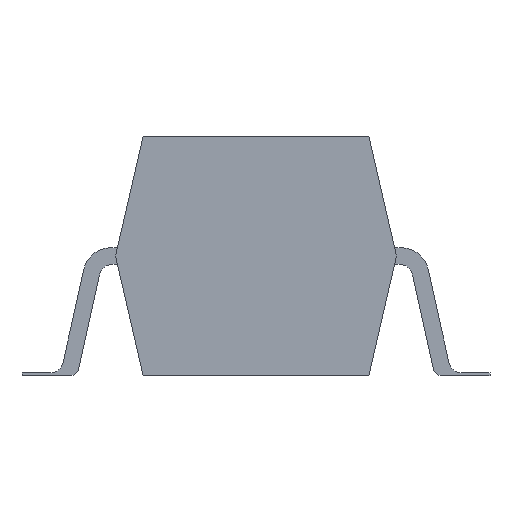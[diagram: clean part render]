
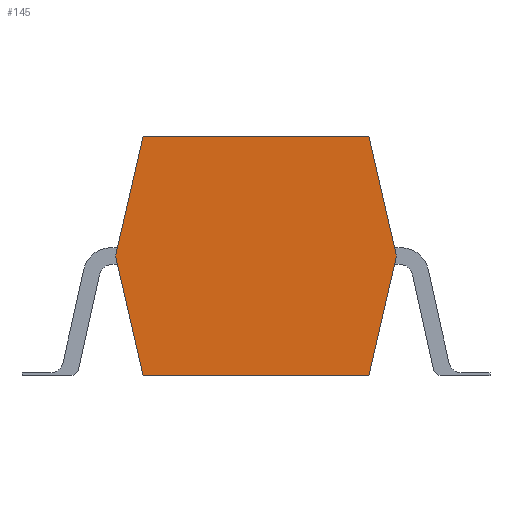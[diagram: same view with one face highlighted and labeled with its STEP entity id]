
A CAD part, left-side view. The second image highlights one B-rep face of the part: STEP entity #145.
In plain terms, the highlighted planar face has unit normal (-1, 0, 0).
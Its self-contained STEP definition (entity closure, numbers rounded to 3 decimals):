
#145=ADVANCED_FACE('',(#249),#205,.T.);
#205=PLANE('',#1292);
#249=FACE_OUTER_BOUND('',#309,.T.);
#309=EDGE_LOOP('',(#419,#420,#421,#422,#423,#424));
#419=ORIENTED_EDGE('',*,*,#859,.T.);
#420=ORIENTED_EDGE('',*,*,#870,.T.);
#421=ORIENTED_EDGE('',*,*,#829,.T.);
#422=ORIENTED_EDGE('',*,*,#847,.T.);
#423=ORIENTED_EDGE('',*,*,#872,.T.);
#424=ORIENTED_EDGE('',*,*,#862,.T.);
#713=VERTEX_POINT('',#1711);
#714=VERTEX_POINT('',#1713);
#728=VERTEX_POINT('',#1745);
#729=VERTEX_POINT('',#1749);
#740=VERTEX_POINT('',#1770);
#743=VERTEX_POINT('',#1778);
#829=EDGE_CURVE('',#714,#713,#1003,.T.);
#847=EDGE_CURVE('',#713,#728,#1021,.T.);
#859=EDGE_CURVE('',#729,#740,#1033,.T.);
#862=EDGE_CURVE('',#743,#729,#1036,.T.);
#870=EDGE_CURVE('',#740,#714,#1044,.T.);
#872=EDGE_CURVE('',#728,#743,#1046,.T.);
#1003=LINE('',#1712,#1145);
#1021=LINE('',#1746,#1163);
#1033=LINE('',#1771,#1175);
#1036=LINE('',#1777,#1178);
#1044=LINE('',#1790,#1186);
#1046=LINE('',#1793,#1188);
#1145=VECTOR('',#1382,1.);
#1163=VECTOR('',#1402,1.);
#1175=VECTOR('',#1416,1.);
#1178=VECTOR('',#1421,1.);
#1186=VECTOR('',#1431,1.);
#1188=VECTOR('',#1435,1.);
#1292=AXIS2_PLACEMENT_3D('',#1795,#1438,#1439);
#1382=DIRECTION('',(0.,0.224,-0.975));
#1402=DIRECTION('',(0.,-0.224,-0.975));
#1416=DIRECTION('',(0.,0.224,0.975));
#1421=DIRECTION('',(0.,-0.224,0.975));
#1431=DIRECTION('',(0.,1.,0.));
#1435=DIRECTION('',(0.,-1.,0.));
#1438=DIRECTION('',(-1.,0.,0.));
#1439=DIRECTION('',(0.,0.,1.));
#1711=CARTESIAN_POINT('',(-15.1,5.1,4.35));
#1712=CARTESIAN_POINT('',(-15.1,4.1,8.7));
#1713=CARTESIAN_POINT('',(-15.1,4.1,8.7));
#1745=CARTESIAN_POINT('',(-15.1,4.1,0.));
#1746=CARTESIAN_POINT('',(-15.1,5.1,4.35));
#1749=CARTESIAN_POINT('',(-15.1,-5.1,4.35));
#1770=CARTESIAN_POINT('',(-15.1,-4.1,8.7));
#1771=CARTESIAN_POINT('',(-15.1,-5.1,4.35));
#1777=CARTESIAN_POINT('',(-15.1,-4.1,0.));
#1778=CARTESIAN_POINT('',(-15.1,-4.1,0.));
#1790=CARTESIAN_POINT('',(-15.1,-4.1,8.7));
#1793=CARTESIAN_POINT('',(-15.1,4.1,0.));
#1795=CARTESIAN_POINT('',(-15.1,0.,0.));
